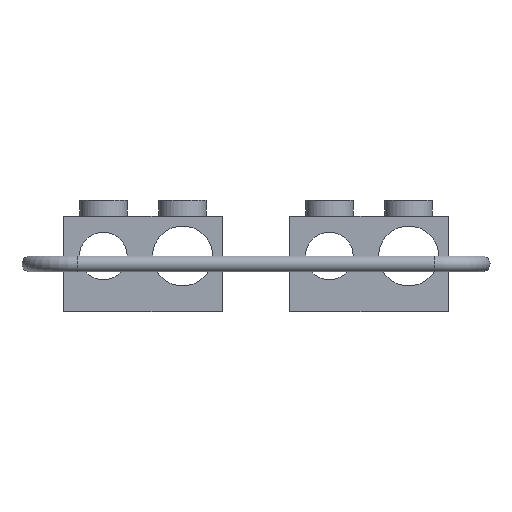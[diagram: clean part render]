
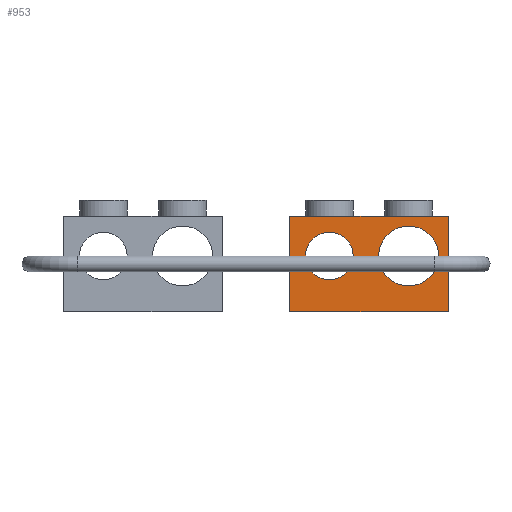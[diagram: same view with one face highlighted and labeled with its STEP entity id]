
A CAD part, front view. The second image highlights one B-rep face of the part: STEP entity #953.
In plain terms, the highlighted planar face has unit normal (0, -1, 0).
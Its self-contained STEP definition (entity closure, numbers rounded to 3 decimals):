
#106=FACE_BOUND('',#240,.T.);
#107=FACE_BOUND('',#241,.T.);
#129=CIRCLE('',#1042,2.4);
#130=CIRCLE('',#1043,3.025);
#177=FACE_OUTER_BOUND('',#239,.T.);
#239=EDGE_LOOP('',(#705,#706,#707,#708));
#240=EDGE_LOOP('',(#709));
#241=EDGE_LOOP('',(#710));
#291=LINE('',#1503,#347);
#294=LINE('',#1508,#350);
#309=LINE('',#1653,#365);
#310=LINE('',#1655,#366);
#347=VECTOR('',#1165,10.);
#350=VECTOR('',#1170,10.);
#365=VECTOR('',#1235,10.);
#366=VECTOR('',#1238,10.);
#404=VERTEX_POINT('',#1500);
#405=VERTEX_POINT('',#1502);
#406=VERTEX_POINT('',#1506);
#430=VERTEX_POINT('',#1651);
#433=VERTEX_POINT('',#1662);
#434=VERTEX_POINT('',#1664);
#500=EDGE_CURVE('',#405,#404,#291,.T.);
#503=EDGE_CURVE('',#404,#406,#294,.T.);
#535=EDGE_CURVE('',#406,#430,#309,.T.);
#536=EDGE_CURVE('',#430,#405,#310,.T.);
#540=EDGE_CURVE('',#433,#433,#129,.T.);
#541=EDGE_CURVE('',#434,#434,#130,.T.);
#705=ORIENTED_EDGE('',*,*,#503,.T.);
#706=ORIENTED_EDGE('',*,*,#535,.T.);
#707=ORIENTED_EDGE('',*,*,#536,.T.);
#708=ORIENTED_EDGE('',*,*,#500,.T.);
#709=ORIENTED_EDGE('',*,*,#540,.T.);
#710=ORIENTED_EDGE('',*,*,#541,.T.);
#920=PLANE('',#1041);
#953=ADVANCED_FACE('',(#177,#106,#107),#920,.F.);
#1041=AXIS2_PLACEMENT_3D('',#1661,#1242,#1243);
#1042=AXIS2_PLACEMENT_3D('',#1663,#1244,#1245);
#1043=AXIS2_PLACEMENT_3D('',#1665,#1246,#1247);
#1165=DIRECTION('',(0.,0.,1.));
#1170=DIRECTION('',(-1.,0.,0.));
#1235=DIRECTION('',(0.,0.,-1.));
#1238=DIRECTION('',(1.,0.,0.));
#1242=DIRECTION('center_axis',(0.,1.,0.));
#1243=DIRECTION('ref_axis',(1.,0.,0.));
#1244=DIRECTION('center_axis',(0.,1.,0.));
#1245=DIRECTION('ref_axis',(1.,0.,0.));
#1246=DIRECTION('center_axis',(0.,1.,0.));
#1247=DIRECTION('ref_axis',(1.,0.,0.));
#1500=CARTESIAN_POINT('',(16.,0.,9.6));
#1502=CARTESIAN_POINT('',(16.,0.,0.));
#1503=CARTESIAN_POINT('',(16.,0.,0.));
#1506=CARTESIAN_POINT('',(0.,0.,9.6));
#1508=CARTESIAN_POINT('',(16.,0.,9.6));
#1651=CARTESIAN_POINT('',(0.,0.,0.));
#1653=CARTESIAN_POINT('',(0.,0.,9.6));
#1655=CARTESIAN_POINT('',(0.,0.,0.));
#1661=CARTESIAN_POINT('Origin',(8.,0.,4.8));
#1662=CARTESIAN_POINT('',(1.6,0.,5.6));
#1663=CARTESIAN_POINT('Origin',(4.,0.,5.6));
#1664=CARTESIAN_POINT('',(8.975,0.,5.6));
#1665=CARTESIAN_POINT('Origin',(12.,0.,5.6));
